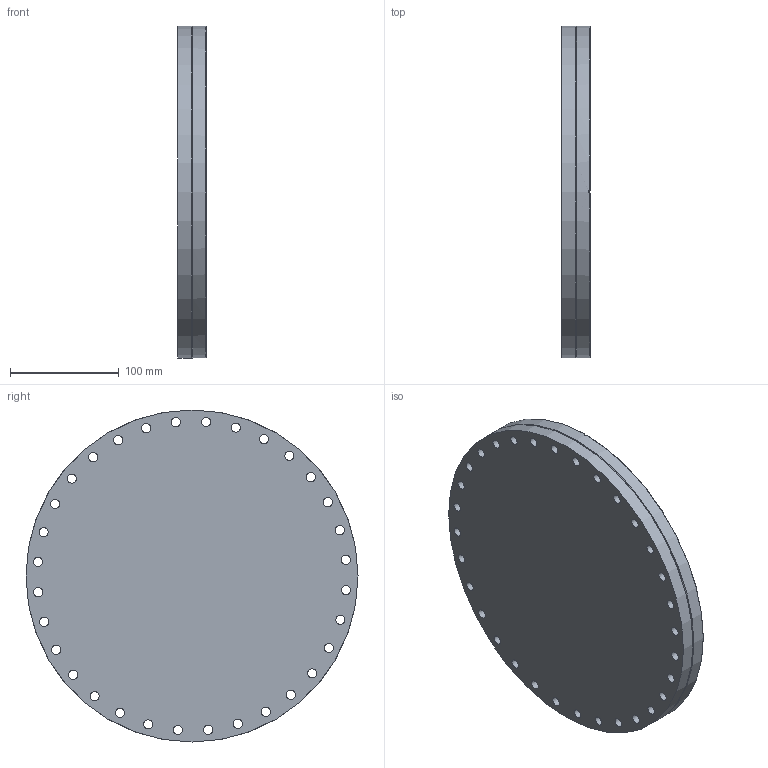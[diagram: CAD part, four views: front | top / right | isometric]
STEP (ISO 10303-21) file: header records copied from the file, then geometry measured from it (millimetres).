
FILE_DESCRIPTION (( 'STEP AP214' ), '1' );
FILE_NAME ('BP1CF250FULLVAC.STEP', '2025-07-09T12:40:51', ( '' ), ( '' ), 'SwSTEP 2.0', 'SolidWorks 2017', '' );
FILE_SCHEMA (( 'AUTOMOTIVE_DESIGN' ));
Length unit declared in the file: millimetre
Products named in the file (1): BP1CF250FULLVAC
Bounding box: 26 x 304.8 x 304.8 mm (x, y, z)
Volume: 1780353.6 mm3; surface area: 191062.6 mm2
Topology: 1 solids, 1 shells, 89 faces, 252 edges, 165 vertices
Faces by surface type: cylinder 44, torus 37, plane 4, cone 4
Full cylindrical faces by diameter (mm): 8.4 x32, 304.8 x2
Entity records: 2524 total; most frequent: CARTESIAN_POINT 510, DIRECTION 418, ORIENTED_EDGE 294, EDGE_LOOP 224, AXIS2_PLACEMENT_3D 205, FACE_OUTER_BOUND 156, EDGE_CURVE 147, VERTEX_POINT 131
